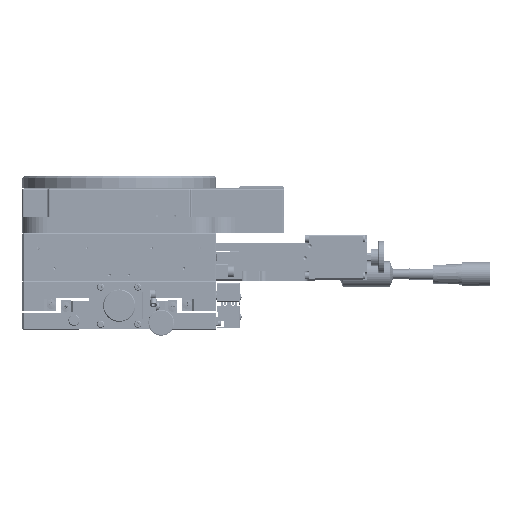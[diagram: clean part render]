
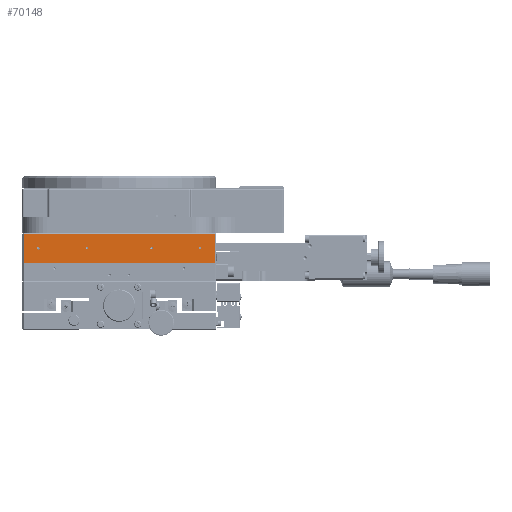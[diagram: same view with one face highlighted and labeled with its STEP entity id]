
A CAD part, left-side view. The second image highlights one B-rep face of the part: STEP entity #70148.
In plain terms, the highlighted face is planar.
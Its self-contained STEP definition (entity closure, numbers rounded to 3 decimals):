
#290 = AXIS2_PLACEMENT_3D ( 'NONE', #130471, #141834, #26633 ) ;
#341 = EDGE_LOOP ( 'NONE', ( #81424, #77936 ) ) ;
#4741 = DIRECTION ( 'NONE',  ( 0., -1., 0. ) ) ;
#5343 = AXIS2_PLACEMENT_3D ( 'NONE', #143393, #4741, #51690 ) ;
#5393 = VECTOR ( 'NONE', #69367, 1000. ) ;
#6204 = CARTESIAN_POINT ( 'NONE',  ( 19.216, 60., 9. ) ) ;
#6698 = EDGE_CURVE ( 'NONE', #135696, #146153, #48668, .T. ) ;
#7136 = EDGE_CURVE ( 'NONE', #27958, #87953, #136972, .T. ) ;
#9618 = CARTESIAN_POINT ( 'NONE',  ( -50.784, 60., 9. ) ) ;
#12614 = DIRECTION ( 'NONE',  ( 1., 0., 0. ) ) ;
#14295 = FACE_BOUND ( 'NONE', #341, .T. ) ;
#15100 = CARTESIAN_POINT ( 'NONE',  ( 20., 60., 9. ) ) ;
#17733 = EDGE_CURVE ( 'NONE', #30210, #92219, #131238, .T. ) ;
#18505 = AXIS2_PLACEMENT_3D ( 'NONE', #60525, #26372, #49162 ) ;
#21378 = ORIENTED_EDGE ( 'NONE', *, *, #54878, .T. ) ;
#23022 = CARTESIAN_POINT ( 'NONE',  ( -20.784, 60., 9. ) ) ;
#23175 = CARTESIAN_POINT ( 'NONE',  ( 59., 60., 0. ) ) ;
#23278 = CARTESIAN_POINT ( 'NONE',  ( 59., 60., 0. ) ) ;
#25654 = FACE_BOUND ( 'NONE', #113728, .T. ) ;
#26372 = DIRECTION ( 'NONE',  ( 0., 1., 0. ) ) ;
#26633 = DIRECTION ( 'NONE',  ( 1., 0., 0. ) ) ;
#27958 = VERTEX_POINT ( 'NONE', #23175 ) ;
#30210 = VERTEX_POINT ( 'NONE', #89773 ) ;
#31566 = AXIS2_PLACEMENT_3D ( 'NONE', #79630, #69777, #125896 ) ;
#38759 = VERTEX_POINT ( 'NONE', #92800 ) ;
#40033 = CARTESIAN_POINT ( 'NONE',  ( 59., 60., 18. ) ) ;
#41414 = CARTESIAN_POINT ( 'NONE',  ( -59., 60., 0. ) ) ;
#41851 = DIRECTION ( 'NONE',  ( 0., -1., 0. ) ) ;
#44119 = ORIENTED_EDGE ( 'NONE', *, *, #71555, .F. ) ;
#45258 = DIRECTION ( 'NONE',  ( 0., 0., 1. ) ) ;
#48439 = DIRECTION ( 'NONE',  ( 1., 0., 0. ) ) ;
#48548 = VERTEX_POINT ( 'NONE', #142988 ) ;
#48668 = CIRCLE ( 'NONE', #290, 0.783 ) ;
#49162 = DIRECTION ( 'NONE',  ( 1., 0., 0. ) ) ;
#50190 = ORIENTED_EDGE ( 'NONE', *, *, #7136, .F. ) ;
#51383 = PLANE ( 'NONE',  #18505 ) ;
#51517 = ORIENTED_EDGE ( 'NONE', *, *, #91759, .T. ) ;
#51690 = DIRECTION ( 'NONE',  ( 1., 0., 0. ) ) ;
#54542 = DIRECTION ( 'NONE',  ( 1., 0., 0. ) ) ;
#54751 = CARTESIAN_POINT ( 'NONE',  ( -50., 60., 9. ) ) ;
#54878 = EDGE_CURVE ( 'NONE', #92219, #30210, #101340, .T. ) ;
#56772 = ORIENTED_EDGE ( 'NONE', *, *, #6698, .T. ) ;
#58853 = CARTESIAN_POINT ( 'NONE',  ( 50., 60., 9. ) ) ;
#59394 = VERTEX_POINT ( 'NONE', #139680 ) ;
#59526 = CIRCLE ( 'NONE', #84022, 0.783 ) ;
#60093 = ORIENTED_EDGE ( 'NONE', *, *, #110518, .F. ) ;
#60525 = CARTESIAN_POINT ( 'NONE',  ( 60., 60., 0. ) ) ;
#61842 = CARTESIAN_POINT ( 'NONE',  ( 30., 60., 18. ) ) ;
#62684 = LINE ( 'NONE', #41414, #145248 ) ;
#62978 = CARTESIAN_POINT ( 'NONE',  ( -59., 60., 18. ) ) ;
#67302 = ORIENTED_EDGE ( 'NONE', *, *, #17733, .T. ) ;
#67822 = DIRECTION ( 'NONE',  ( 0., -1., 0. ) ) ;
#69367 = DIRECTION ( 'NONE',  ( 1., 0., 0. ) ) ;
#69698 = EDGE_CURVE ( 'NONE', #79918, #124747, #59526, .T. ) ;
#69777 = DIRECTION ( 'NONE',  ( 0., -1., 0. ) ) ;
#70148 = ADVANCED_FACE ( 'NONE', ( #106683, #25654, #118090, #14295, #71835 ), #51383, .T. ) ;
#71555 = EDGE_CURVE ( 'NONE', #87953, #102910, #86026, .T. ) ;
#71835 = FACE_OUTER_BOUND ( 'NONE', #129335, .T. ) ;
#72857 = VECTOR ( 'NONE', #45258, 1000. ) ;
#77127 = DIRECTION ( 'NONE',  ( 1., 0., 0. ) ) ;
#77936 = ORIENTED_EDGE ( 'NONE', *, *, #141333, .T. ) ;
#77969 = CARTESIAN_POINT ( 'NONE',  ( 50., 60., 9. ) ) ;
#79162 = ORIENTED_EDGE ( 'NONE', *, *, #145499, .F. ) ;
#79630 = CARTESIAN_POINT ( 'NONE',  ( -50., 60., 9. ) ) ;
#79918 = VERTEX_POINT ( 'NONE', #139255 ) ;
#81424 = ORIENTED_EDGE ( 'NONE', *, *, #116597, .T. ) ;
#81485 = LINE ( 'NONE', #136848, #5393 ) ;
#83019 = DIRECTION ( 'NONE',  ( 0., -1., 0. ) ) ;
#84022 = AXIS2_PLACEMENT_3D ( 'NONE', #54751, #41851, #89559 ) ;
#84215 = VECTOR ( 'NONE', #108009, 1000. ) ;
#85417 = DIRECTION ( 'NONE',  ( 0., 0., -1. ) ) ;
#86026 = LINE ( 'NONE', #61842, #84215 ) ;
#87953 = VERTEX_POINT ( 'NONE', #40033 ) ;
#88531 = CARTESIAN_POINT ( 'NONE',  ( -20., 60., 9. ) ) ;
#89155 = ORIENTED_EDGE ( 'NONE', *, *, #129992, .T. ) ;
#89559 = DIRECTION ( 'NONE',  ( 1., 0., 0. ) ) ;
#89773 = CARTESIAN_POINT ( 'NONE',  ( 20.784, 60., 9. ) ) ;
#90881 = EDGE_LOOP ( 'NONE', ( #67302, #21378 ) ) ;
#91759 = EDGE_CURVE ( 'NONE', #146153, #135696, #97223, .T. ) ;
#92219 = VERTEX_POINT ( 'NONE', #6204 ) ;
#92800 = CARTESIAN_POINT ( 'NONE',  ( -59., 60., 0. ) ) ;
#97223 = CIRCLE ( 'NONE', #114095, 0.783 ) ;
#101340 = CIRCLE ( 'NONE', #106211, 0.783 ) ;
#101644 = CIRCLE ( 'NONE', #31566, 0.783 ) ;
#102910 = VERTEX_POINT ( 'NONE', #62978 ) ;
#105356 = AXIS2_PLACEMENT_3D ( 'NONE', #58853, #83019, #12614 ) ;
#106211 = AXIS2_PLACEMENT_3D ( 'NONE', #15100, #116665, #48439 ) ;
#106683 = FACE_BOUND ( 'NONE', #90881, .T. ) ;
#107680 = CARTESIAN_POINT ( 'NONE',  ( -19.216, 60., 9. ) ) ;
#108009 = DIRECTION ( 'NONE',  ( -1., 0., 0. ) ) ;
#110518 = EDGE_CURVE ( 'NONE', #38759, #27958, #81485, .T. ) ;
#112108 = DIRECTION ( 'NONE',  ( 0., -1., 0. ) ) ;
#113728 = EDGE_LOOP ( 'NONE', ( #56772, #51517 ) ) ;
#114095 = AXIS2_PLACEMENT_3D ( 'NONE', #88531, #67822, #77127 ) ;
#116597 = EDGE_CURVE ( 'NONE', #59394, #48548, #132017, .T. ) ;
#116665 = DIRECTION ( 'NONE',  ( 0., -1., 0. ) ) ;
#118090 = FACE_BOUND ( 'NONE', #148179, .T. ) ;
#124451 = ORIENTED_EDGE ( 'NONE', *, *, #69698, .T. ) ;
#124723 = CIRCLE ( 'NONE', #141691, 0.783 ) ;
#124747 = VERTEX_POINT ( 'NONE', #9618 ) ;
#125896 = DIRECTION ( 'NONE',  ( 1., 0., 0. ) ) ;
#129335 = EDGE_LOOP ( 'NONE', ( #44119, #50190, #60093, #79162 ) ) ;
#129992 = EDGE_CURVE ( 'NONE', #124747, #79918, #101644, .T. ) ;
#130471 = CARTESIAN_POINT ( 'NONE',  ( -20., 60., 9. ) ) ;
#131238 = CIRCLE ( 'NONE', #5343, 0.783 ) ;
#132017 = CIRCLE ( 'NONE', #105356, 0.783 ) ;
#135696 = VERTEX_POINT ( 'NONE', #107680 ) ;
#136848 = CARTESIAN_POINT ( 'NONE',  ( -60., 60., 0. ) ) ;
#136972 = LINE ( 'NONE', #23278, #72857 ) ;
#139255 = CARTESIAN_POINT ( 'NONE',  ( -49.217, 60., 9. ) ) ;
#139680 = CARTESIAN_POINT ( 'NONE',  ( 50.784, 60., 9. ) ) ;
#141333 = EDGE_CURVE ( 'NONE', #48548, #59394, #124723, .T. ) ;
#141691 = AXIS2_PLACEMENT_3D ( 'NONE', #77969, #112108, #54542 ) ;
#141834 = DIRECTION ( 'NONE',  ( 0., -1., 0. ) ) ;
#142988 = CARTESIAN_POINT ( 'NONE',  ( 49.217, 60., 9. ) ) ;
#143393 = CARTESIAN_POINT ( 'NONE',  ( 20., 60., 9. ) ) ;
#145248 = VECTOR ( 'NONE', #85417, 1000. ) ;
#145499 = EDGE_CURVE ( 'NONE', #102910, #38759, #62684, .T. ) ;
#146153 = VERTEX_POINT ( 'NONE', #23022 ) ;
#148179 = EDGE_LOOP ( 'NONE', ( #124451, #89155 ) ) ;
